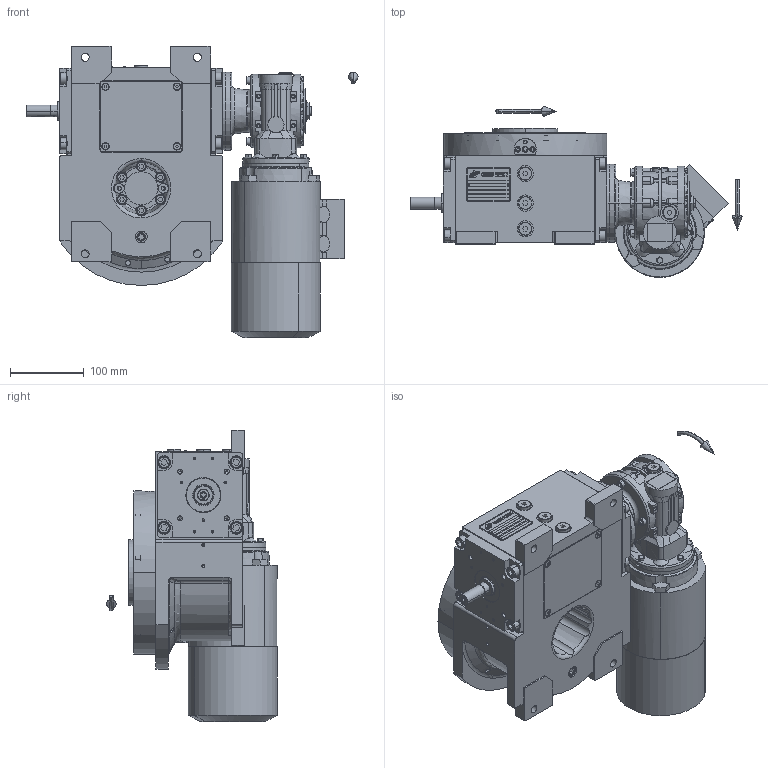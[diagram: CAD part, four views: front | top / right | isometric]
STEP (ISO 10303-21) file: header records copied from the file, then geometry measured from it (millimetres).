
FILE_DESCRIPTION (( 'STEP AP203' ), '1' );
FILE_NAME ('PC5201755.step', '2025-12-18T10:12:24', ( '' ), ( '' ), 'SwSTEP 2.0', 'SolidWorks 2020', '' );
FILE_SCHEMA (( 'CONFIG_CONTROL_DESIGN' ));
Length unit declared in the file: millimetre
Products named in the file (81): cfn2476_01_002_60x46; cfn2000_01_124; cfn2000_01_103; rig06_005_n_01; CFN2000_01_185.stp; cfn2070_05_005; cfn2155_01_056; cfn2128_04_004; AS_rig06_016; 900_38_30_003; CFN2104_02_017.stp; CFN2356_03_047.stp; cfn2000_01_126; AS_900_38_30_003; rig06_003_8; cfn2128_19_002; RIG06_021_AF0.stp; cfn2107_01_001; rig06_002_bl_003; AS_rig06_002_bl_003; CFN2010_02_002.stp; 9004_2512; cfn2115_02_165; cfn2003_01_054; cfn2077_01_018; PC5201755; cfn2115_02_182; AS_rig06_004_s_001; cfn2151_01_090; cfn2073_01_012; rig06_004_s_001; olio_agip_blasia_150; AS_cfn2476_01_002_60x46; cfn2104_01_016; BM63B14; rig06_001_a; AS_rig06_071_8_m; rig06_004; cfn2276_01_074; cfn2205_01_013 ...
Assembly tree (74 placements, depth 5):
  CFN2356_03_047.stp
  cfn2115_02_165
  cfn2077_01_018
  PC5201755
    rig06_001_a
    AS_cfn2476_01_002_60x46
      cfn2476_01_002_60x46
      cfn2107_01_001
      cfn2107_01_001
    AS_rig06_071_8_m
      rig06_071_08_m_asm.stp
        RIG06_005_ASM.stp
          RIG06_021_AF0.stp
          CFN2000_01_185.stp
          CFN2000_01_185.stp
          CFN2104_02_017.stp
        CFN2010_02_002.stp
      rig06_005_n_01
      rig06_003_8
      cfn2104_01_016  x2
      cfn2000_01_124
      cfn2000_01_124  x6
      cfn2000_01_124
      cfn2000_01_124
      cfn2000_01_124
      cfn2155_01_303
    AS_rig06_015
      rig06_015
      cfn2073_01_012
      cfn2000_01_126
      cfn2000_01_126
      cfn2000_01_126
      cfn2000_01_126
      cfn2000_01_126
      cfn2000_01_126
    AS_rig06_004
      rig06_004
      cfn2070_05_005
      cfn2000_01_103
      cfn2000_01_103
      cfn2000_01_103
      cfn2000_01_103
      cfn2155_01_056
    AS_rig06_004_s_001
      rig06_004_s_001
      cfn2070_05_005
      cfn2000_01_103
      cfn2000_01_103
      cfn2000_01_103
      cfn2000_01_103
      cfn2155_01_056
    AS_rig06_002_bl_003
      rig06_002_bl_003
      cfn2115_02_182
    9004_2512
    cfn2128_04_004
    cfn2128_04_004
    cfn2128_04_004
    cfn2128_19_002
    AS_rig06_016
Bounding box: 451 x 231.99 x 395.99 mm (x, y, z)
Volume: 5654743.7 mm3; surface area: 1038054.9 mm2
Topology: 65 solids, 65 shells, 3374 faces, 8552 edges, 5485 vertices
Faces by surface type: plane 1576, cylinder 1160, cone 458, torus 151, bspline 23, sphere 6
Entity records: 118424 total; most frequent: CARTESIAN_POINT 30577, DIRECTION 16852, ORIENTED_EDGE 16348, EDGE_CURVE 8174, AXIS2_PLACEMENT_3D 6144, VERTEX_POINT 5304, LINE 4564, VECTOR 4564
